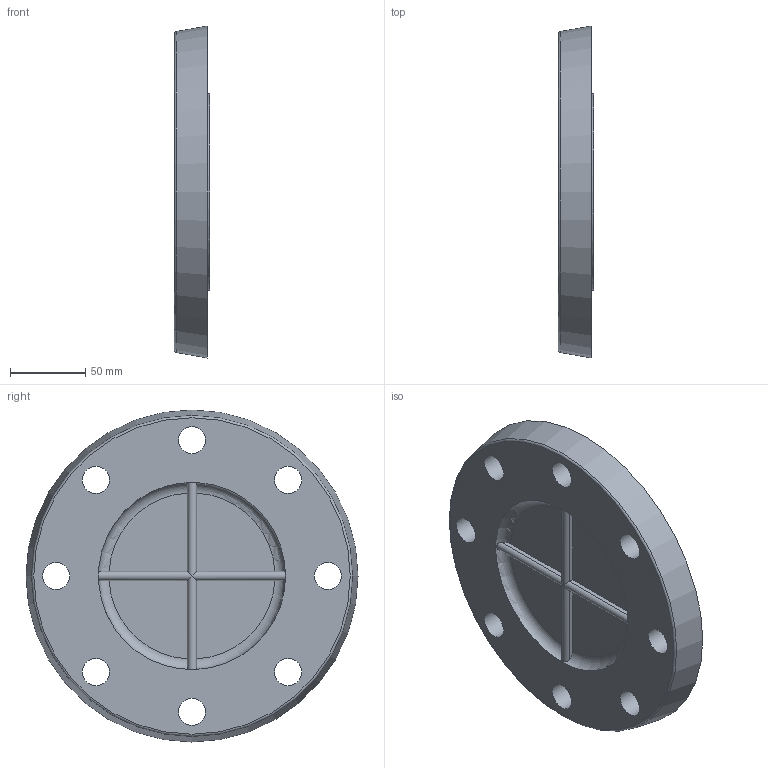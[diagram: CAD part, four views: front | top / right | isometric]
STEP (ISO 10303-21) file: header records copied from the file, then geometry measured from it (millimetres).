
FILE_DESCRIPTION(/* description */ (''),/* implementation_level */ '2;1');
FILE_NAME(/* name */ 'BF001100.stp',/* time_stamp */ '2016-10-27T11:26:54+02:00',/* author */ ('Gabriele'),/* organization */ (''),/* preprocessor_version */ 'ST-DEVELOPER v16.5',/* originating_system */ 'Autodesk Inventor 2017',/* authorisation */ '');
FILE_SCHEMA (('AUTOMOTIVE_DESIGN { 1 0 10303 214 3 1 1 }'));
Length unit declared in the file: millimetre
Products named in the file (1): BF001100
Bounding box: 23.5 x 220 x 220 mm (x, y, z)
Volume: 638046 mm3; surface area: 118891.3 mm2
Topology: 1 solids, 1 shells, 843 faces, 1765 edges, 964 vertices
Faces by surface type: torus 322, cylinder 307, sphere 128, plane 85, cone 1
Full cylindrical faces by diameter (mm): 18 x8, 110 x1, 113.333 x1, 116.667 x1, 120 x1, 123.333 x1, 126.667 x1, 130 x1
Entity records: 22454 total; most frequent: DIRECTION 4752, CARTESIAN_POINT 3669, ORIENTED_EDGE 3476, AXIS2_PLACEMENT_3D 2174, EDGE_CURVE 1738, CIRCLE 1318, VERTEX_POINT 955, EDGE_LOOP 917
